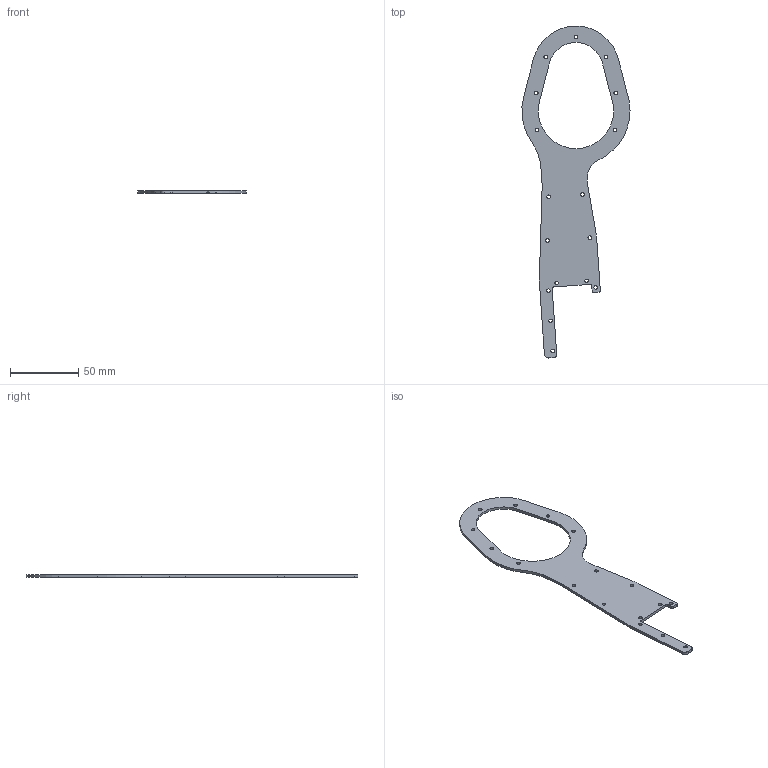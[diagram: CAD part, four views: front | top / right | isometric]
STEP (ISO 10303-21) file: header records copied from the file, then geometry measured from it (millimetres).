
FILE_DESCRIPTION (( 'STEP AP214' ), '1' );
FILE_NAME ('024_ForeArmOutside_Carbon_NimbroOP_v0.1.STEP', '2012-10-07T10:54:58', ( 'schreiber' ), ( '' ), 'SwSTEP 2.0', 'SolidWorks 2012', '' );
FILE_SCHEMA (( 'AUTOMOTIVE_DESIGN' ));
Length unit declared in the file: millimetre
Products named in the file (1): 024_ForeArmOutside_Carbon_NimbroOP_v0.1
Bounding box: 78.87 x 242.41 x 2 mm (x, y, z)
Volume: 13839.2 mm3; surface area: 15724 mm2
Topology: 1 solids, 1 shells, 71 faces, 207 edges, 138 vertices
Faces by surface type: cylinder 54, plane 17
Entity records: 2515 total; most frequent: DIRECTION 459, CARTESIAN_POINT 417, ORIENTED_EDGE 414, EDGE_CURVE 207, AXIS2_PLACEMENT_3D 180, VERTEX_POINT 138, CIRCLE 108, EDGE_LOOP 107
